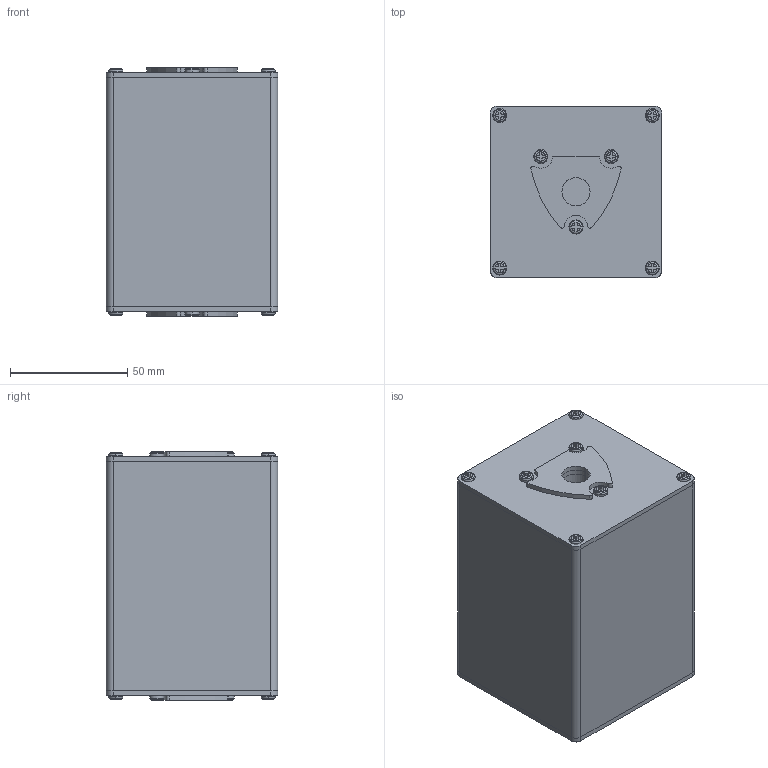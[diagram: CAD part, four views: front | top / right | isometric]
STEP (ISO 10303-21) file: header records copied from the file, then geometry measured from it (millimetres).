
FILE_DESCRIPTION((''),'2;1');
FILE_NAME('NH_DC_1000V_ASM','2019-10-07T',('marketing.praksa'),('Audax d.o.o.'),'CREO PARAMETRIC BY PTC INC, 2017480','CREO PARAMETRIC BY PTC INC, 2017480','');
FILE_SCHEMA(('AUTOMOTIVE_DESIGN { 1 0 10303 214 1 1 1 1 }'));
Length unit declared in the file: millimetre
Products named in the file (24): 1A6_AF0; 1B2_AF0; 1DB; 21C; 229; 236; 248_AF0; 250; 25D; 26A; 277; 286; 293; 2A0; 2D2_AF0; 2E0; 2ED_1; 2FA; 307_AF0; 52D-187; 52D-188; 52D-189; PRODUCT_1_2_AF0_ASM; NH_DC_1000V_ASM
Assembly tree (23 placements, depth 3):
  NH_DC_1000V_ASM
    PRODUCT_1_2_AF0_ASM
      1A6_AF0
      1B2_AF0
      1DB
      21C
      229
      236
      248_AF0
      250
      25D
      26A
      277
      286
      293
      2A0
      2D2_AF0
      2E0
      2ED_1
      2FA
      307_AF0
      52D-187
      52D-188
      52D-189
Bounding box: 73 x 73 x 106 mm (x, y, z)
Volume: 543837.2 mm3; surface area: 67503.6 mm2
Topology: 22 solids, 22 shells, 565 faces, 1548 edges, 1032 vertices
Faces by surface type: plane 335, cylinder 174, torus 56
Entity records: 25162 total; most frequent: CARTESIAN_POINT 4375, DIRECTION 3108, ORIENTED_EDGE 3096, PRESENTATION_STYLE_ASSIGNMENT 1573, STYLED_ITEM 1570, CURVE_STYLE 1548, EDGE_CURVE 1548, AXIS2_PLACEMENT_3D 1150
